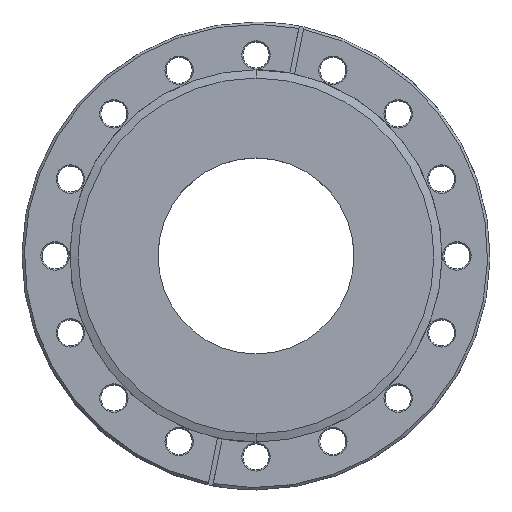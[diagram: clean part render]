
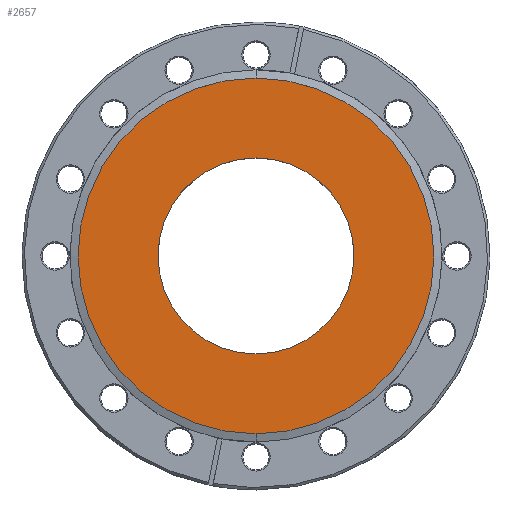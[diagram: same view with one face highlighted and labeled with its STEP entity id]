
A CAD part, top view. The second image highlights one B-rep face of the part: STEP entity #2657.
In plain terms, the highlighted planar face has unit normal (0, 0, 1).
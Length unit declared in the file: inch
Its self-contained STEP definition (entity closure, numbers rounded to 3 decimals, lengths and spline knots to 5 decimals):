
#372=CARTESIAN_POINT('',(0.,0.,-0.05));
#373=DIRECTION('',(0.,0.,-1.));
#374=DIRECTION('',(0.,1.,0.));
#375=AXIS2_PLACEMENT_3D('',#372,#373,#374);
#377=CARTESIAN_POINT('',(0.,0.,-0.05));
#378=DIRECTION('',(0.,0.,1.));
#379=DIRECTION('',(0.,1.,0.));
#380=AXIS2_PLACEMENT_3D('',#377,#378,#379);
#382=CARTESIAN_POINT('',(0.,0.,-0.05));
#383=DIRECTION('',(0.,0.,-1.));
#384=DIRECTION('',(-1.,0.,0.));
#385=AXIS2_PLACEMENT_3D('',#382,#383,#384);
#387=CARTESIAN_POINT('',(0.,0.,-0.05));
#388=DIRECTION('',(0.,0.,-1.));
#389=DIRECTION('',(1.,0.,0.));
#390=AXIS2_PLACEMENT_3D('',#387,#388,#389);
#1586=CARTESIAN_POINT('',(0.,2.27,-0.05));
#1588=VERTEX_POINT('',#1586);
#1592=CARTESIAN_POINT('',(0.,-2.27,-0.05));
#1594=VERTEX_POINT('',#1592);
#1602=CARTESIAN_POINT('',(-1.25,0.,-0.05));
#1603=CARTESIAN_POINT('',(1.25,0.,-0.05));
#1604=VERTEX_POINT('',#1602);
#1605=VERTEX_POINT('',#1603);
#2642=CARTESIAN_POINT('',(0.,0.,-0.05));
#2643=DIRECTION('',(0.,0.,1.));
#2644=DIRECTION('',(0.,1.,0.));
#2645=AXIS2_PLACEMENT_3D('',#2642,#2643,#2644);
#2646=PLANE('',#2645);
#2647=ORIENTED_EDGE('',*,*,#2624,.T.);
#2648=ORIENTED_EDGE('',*,*,#2635,.F.);
#2649=EDGE_LOOP('',(#2647,#2648));
#2650=FACE_OUTER_BOUND('',#2649,.F.);
#2652=ORIENTED_EDGE('',*,*,#2651,.F.);
#2654=ORIENTED_EDGE('',*,*,#2653,.F.);
#2655=EDGE_LOOP('',(#2652,#2654));
#2656=FACE_BOUND('',#2655,.F.);
#2657=ADVANCED_FACE('',(#2650,#2656),#2646,.T.);
#376=CIRCLE('',#375,2.27);
#381=CIRCLE('',#380,2.27);
#386=CIRCLE('',#385,1.25);
#391=CIRCLE('',#390,1.25);
#2624=EDGE_CURVE('',#1588,#1594,#376,.T.);
#2635=EDGE_CURVE('',#1588,#1594,#381,.T.);
#2651=EDGE_CURVE('',#1604,#1605,#386,.T.);
#2653=EDGE_CURVE('',#1605,#1604,#391,.T.);
